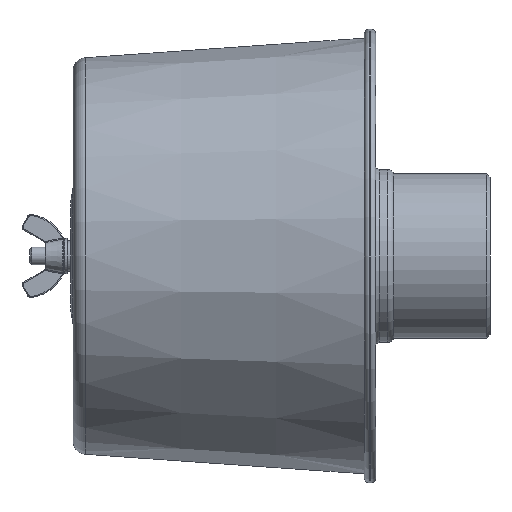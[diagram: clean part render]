
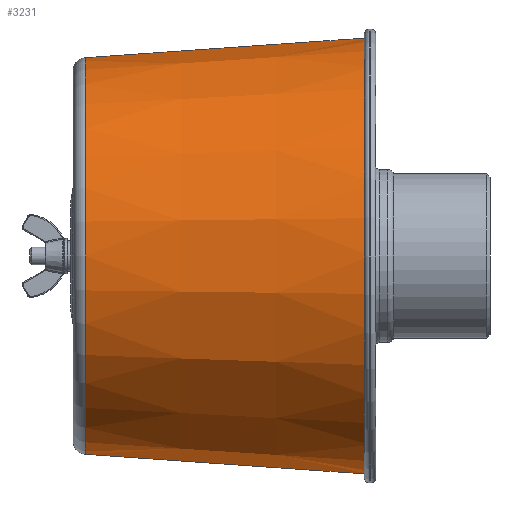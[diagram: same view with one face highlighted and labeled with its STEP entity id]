
A CAD part, left-side view. The second image highlights one B-rep face of the part: STEP entity #3231.
In plain terms, the highlighted conical face has half-angle 4.016 degrees and reference radius 95.028 mm.
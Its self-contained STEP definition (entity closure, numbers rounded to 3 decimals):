
#2597=CARTESIAN_POINT('',(0.,-5.98,0.));
#2598=DIRECTION('',(0.,1.,0.));
#2599=DIRECTION('',(0.,0.,-1.));
#2600=AXIS2_PLACEMENT_3D('',#2597,#2598,#2599);
#2602=DIRECTION('',(0.,0.998,-0.07));
#2603=VECTOR('',#2602,130.707);
#2604=CARTESIAN_POINT('',(0.,-136.366,
99.604));
#2605=LINE('',#2604,#2603);
#2606=CARTESIAN_POINT('',(0.,-136.366,0.));
#2607=DIRECTION('',(0.,1.,0.));
#2608=DIRECTION('',(0.,0.,-1.));
#2609=AXIS2_PLACEMENT_3D('',#2606,#2607,#2608);
#2611=DIRECTION('',(0.,0.998,0.07));
#2612=VECTOR('',#2611,130.707);
#2613=CARTESIAN_POINT('',(0.,-136.366,
-99.604));
#2614=LINE('',#2613,#2612);
#3059=CARTESIAN_POINT('',(0.,-5.98,
90.451));
#3060=CARTESIAN_POINT('',(0.,-5.98,
-90.451));
#3061=VERTEX_POINT('',#3059);
#3062=VERTEX_POINT('',#3060);
#3063=CARTESIAN_POINT('',(0.,-136.366,
-99.604));
#3064=VERTEX_POINT('',#3063);
#3065=CARTESIAN_POINT('',(0.,-136.366,
99.604));
#3066=VERTEX_POINT('',#3065);
#3217=CARTESIAN_POINT('',(0.,-71.173,0.));
#3218=DIRECTION('',(0.,-1.,0.));
#3219=DIRECTION('',(0.,0.,1.));
#3220=AXIS2_PLACEMENT_3D('',#3217,#3218,#3219);
#3221=CONICAL_SURFACE('',#3220,95.028,4.016);
#3223=ORIENTED_EDGE('',*,*,#3222,.T.);
#3225=ORIENTED_EDGE('',*,*,#3224,.F.);
#3226=ORIENTED_EDGE('',*,*,#3210,.F.);
#3228=ORIENTED_EDGE('',*,*,#3227,.T.);
#3229=EDGE_LOOP('',(#3223,#3225,#3226,#3228));
#3230=FACE_OUTER_BOUND('',#3229,.F.);
#3231=ADVANCED_FACE('',(#3230),#3221,.T.);
#2601=CIRCLE('',#2600,90.451);
#2610=CIRCLE('',#2609,99.604);
#3210=EDGE_CURVE('',#3064,#3066,#2610,.T.);
#3222=EDGE_CURVE('',#3062,#3061,#2601,.T.);
#3224=EDGE_CURVE('',#3066,#3061,#2605,.T.);
#3227=EDGE_CURVE('',#3064,#3062,#2614,.T.);
